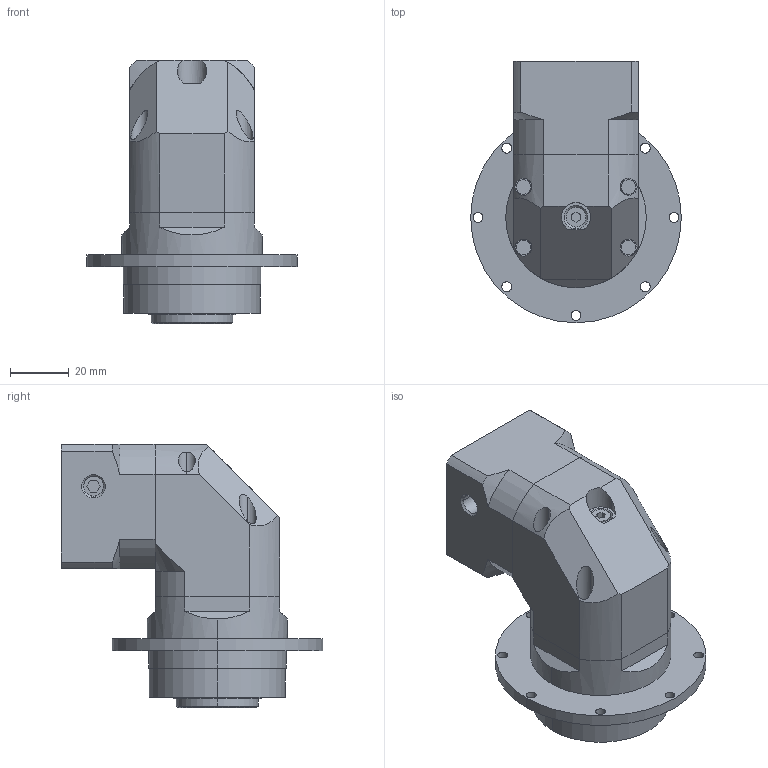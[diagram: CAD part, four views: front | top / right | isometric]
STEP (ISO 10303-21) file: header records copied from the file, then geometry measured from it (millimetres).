
FILE_DESCRIPTION (( 'STEP AP203' ), '1' );
FILE_NAME ('GPDR047-L1-(8-30-45-M3).STEP', '2024-08-20T09:05:26', ( '' ), ( '' ), 'SwSTEP 2.0', 'SolidWorks 2019', '' );
FILE_SCHEMA (( 'CONFIG_CONTROL_DESIGN' ));
Length unit declared in the file: millimetre
Products named in the file (1): GPDR047-L1-(8-30-45-M3)
Bounding box: 72 x 89.3 x 90 mm (x, y, z)
Volume: 158900.6 mm3; surface area: 44344.1 mm2
Topology: 3 solids, 7 shells, 327 faces, 766 edges, 479 vertices
Faces by surface type: cylinder 159, plane 109, cone 59
Entity records: 10149 total; most frequent: CARTESIAN_POINT 2471, DIRECTION 1684, ORIENTED_EDGE 1484, EDGE_CURVE 742, AXIS2_PLACEMENT_3D 666, VERTEX_POINT 479, EDGE_LOOP 403, LINE 352
